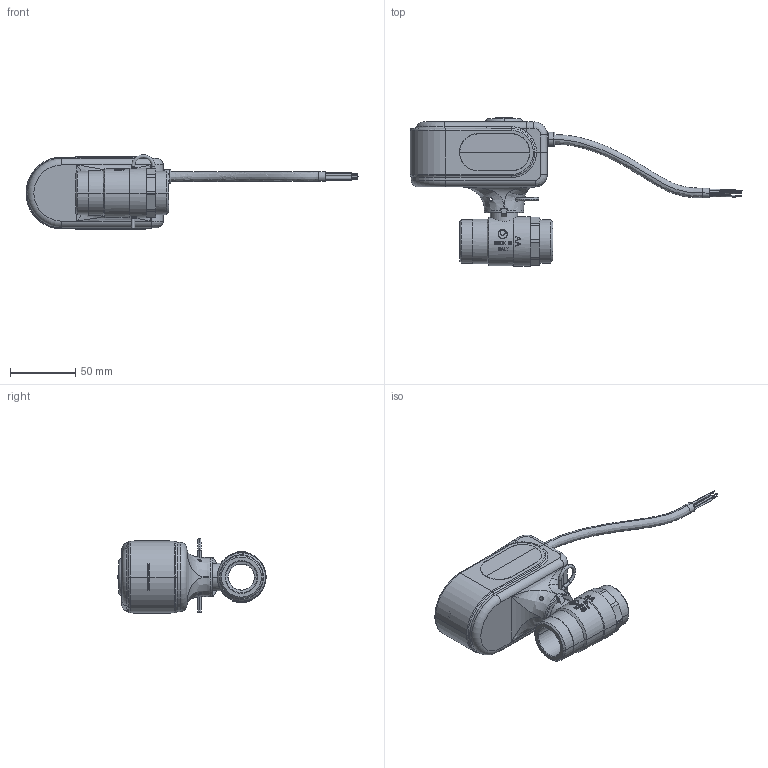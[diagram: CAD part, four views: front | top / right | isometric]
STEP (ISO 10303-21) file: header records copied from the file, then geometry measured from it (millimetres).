
FILE_DESCRIPTION(('CATIA V5 STEP Exchange'),'2;1');
FILE_NAME('MBA122_43101200_122207055_AllCATPart.stp','2021-05-18T07:00:58+00:00',('none'),('none'),'CATIA Version 5-6 Release 2017 SP1','CATIA V5 STEP AP203','none');
FILE_SCHEMA(('CONFIG_CONTROL_DESIGN'));
Length unit declared in the file: millimetre
Products named in the file (1): MBA122_43101200_122207055_AllCATPart
Bounding box: 254.26 x 113.62 x 57.33 mm (x, y, z)
Volume: 123885.7 mm3; surface area: 91681.8 mm2
Topology: 4 solids, 5 shells, 2375 faces, 6430 edges, 4104 vertices
Faces by surface type: plane 982, cylinder 716, bspline 279, torus 209, cone 122, sphere 63, revolution 4
Entity records: 84254 total; most frequent: CARTESIAN_POINT 33997, ORIENTED_EDGE 12700, DIRECTION 6742, EDGE_CURVE 6350, VERTEX_POINT 4104, AXIS2_PLACEMENT_3D 3126, EDGE_LOOP 2534, ADVANCED_FACE 2375
